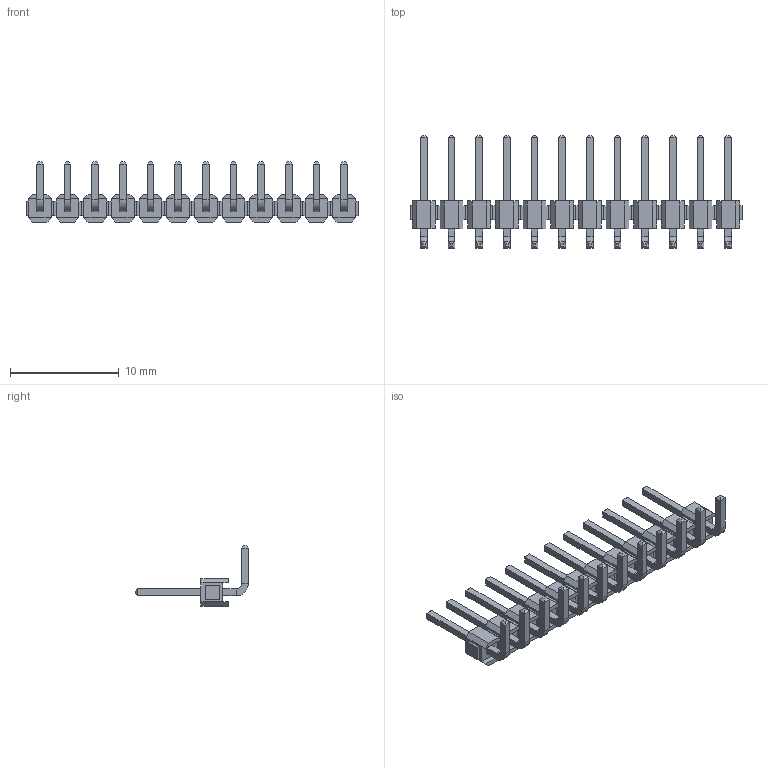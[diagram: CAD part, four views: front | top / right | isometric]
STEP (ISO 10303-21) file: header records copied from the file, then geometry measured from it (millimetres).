
FILE_DESCRIPTION (( 'STEP AP214' ), '1' );
FILE_NAME ('PLSR-12D.STEP', '2019-07-02T21:14:30', ( '' ), ( '' ), 'SwSTEP 2.0', 'SolidWorks 2018', '' );
FILE_SCHEMA (( 'AUTOMOTIVE_DESIGN' ));
Length unit declared in the file: millimetre
Products named in the file (1): PLSR-12D
Bounding box: 30.48 x 10.36 x 5.54 mm (x, y, z)
Volume: 196.2 mm3; surface area: 766 mm2
Topology: 12 solids, 12 shells, 600 faces, 1344 edges, 816 vertices
Faces by surface type: plane 576, cylinder 24
Entity records: 22769 total; most frequent: CARTESIAN_POINT 2761, ORIENTED_EDGE 2688, DIRECTION 2594, EDGE_CURVE 1344, VECTOR 1296, LINE 1296, VERTEX_POINT 816, AXIS2_PLACEMENT_3D 649
